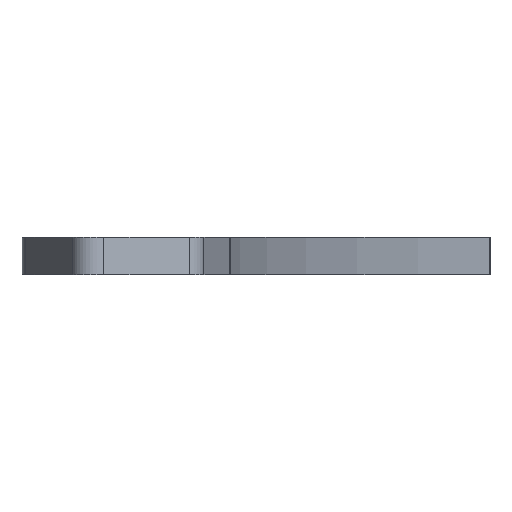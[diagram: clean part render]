
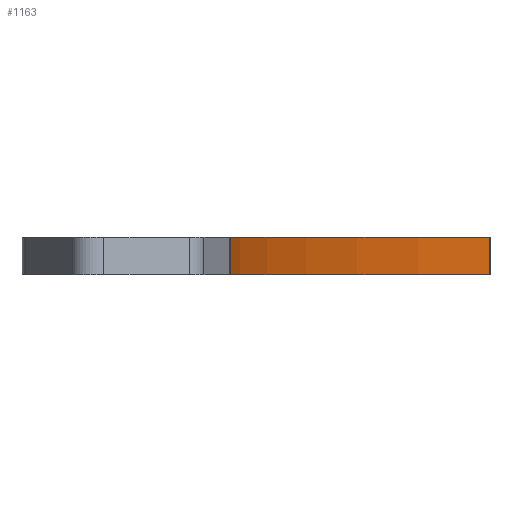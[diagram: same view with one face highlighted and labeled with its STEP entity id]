
A CAD part, front view. The second image highlights one B-rep face of the part: STEP entity #1163.
In plain terms, the highlighted cylindrical face has radius 148.909 mm (diameter 297.818 mm), a partial arc.
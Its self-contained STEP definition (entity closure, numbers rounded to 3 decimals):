
#106=FACE_OUTER_BOUND('',#164,.T.);
#164=EDGE_LOOP('',(#922,#923,#924,#925));
#280=LINE('',#1916,#386);
#281=LINE('',#1922,#387);
#386=VECTOR('',#1571,10.);
#387=VECTOR('',#1578,10.);
#458=CIRCLE('',#1282,148.909);
#459=CIRCLE('',#1283,148.909);
#558=VERTEX_POINT('',#1912);
#559=VERTEX_POINT('',#1914);
#560=VERTEX_POINT('',#1918);
#561=VERTEX_POINT('',#1920);
#712=EDGE_CURVE('',#558,#559,#280,.T.);
#713=EDGE_CURVE('',#560,#558,#458,.T.);
#714=EDGE_CURVE('',#561,#559,#459,.T.);
#715=EDGE_CURVE('',#560,#561,#281,.T.);
#922=ORIENTED_EDGE('',*,*,#713,.T.);
#923=ORIENTED_EDGE('',*,*,#712,.T.);
#924=ORIENTED_EDGE('',*,*,#714,.F.);
#925=ORIENTED_EDGE('',*,*,#715,.F.);
#1113=CYLINDRICAL_SURFACE('',#1281,148.909);
#1163=ADVANCED_FACE('',(#106),#1113,.F.);
#1281=AXIS2_PLACEMENT_3D('',#1917,#1572,#1573);
#1282=AXIS2_PLACEMENT_3D('',#1919,#1574,#1575);
#1283=AXIS2_PLACEMENT_3D('',#1921,#1576,#1577);
#1571=DIRECTION('',(0.,0.,-1.));
#1572=DIRECTION('center_axis',(0.,0.,-1.));
#1573=DIRECTION('ref_axis',(-0.76,0.649,0.));
#1574=DIRECTION('center_axis',(0.,0.,1.));
#1575=DIRECTION('ref_axis',(-0.76,0.649,0.));
#1576=DIRECTION('center_axis',(0.,0.,1.));
#1577=DIRECTION('ref_axis',(-0.76,0.649,0.));
#1578=DIRECTION('',(0.,0.,-1.));
#1912=CARTESIAN_POINT('',(47.075,6.732,10.));
#1914=CARTESIAN_POINT('',(47.075,6.732,5.));
#1916=CARTESIAN_POINT('',(47.075,6.732,10.));
#1917=CARTESIAN_POINT('Origin',(195.523,-4.978,10.));
#1918=CARTESIAN_POINT('',(82.295,91.734,10.));
#1919=CARTESIAN_POINT('Origin',(195.523,-4.978,10.));
#1920=CARTESIAN_POINT('',(82.295,91.734,5.));
#1921=CARTESIAN_POINT('Origin',(195.523,-4.978,5.));
#1922=CARTESIAN_POINT('',(82.295,91.734,10.));
